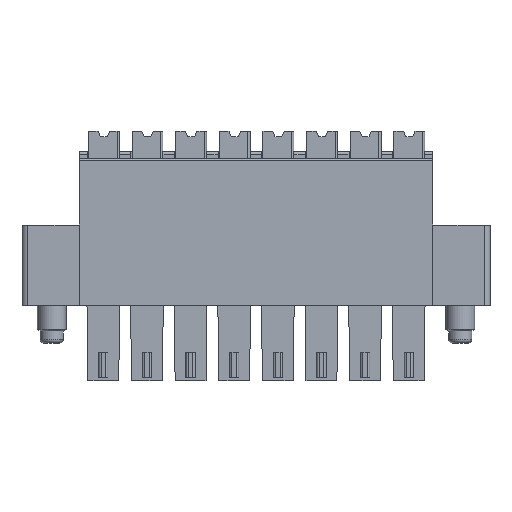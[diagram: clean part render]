
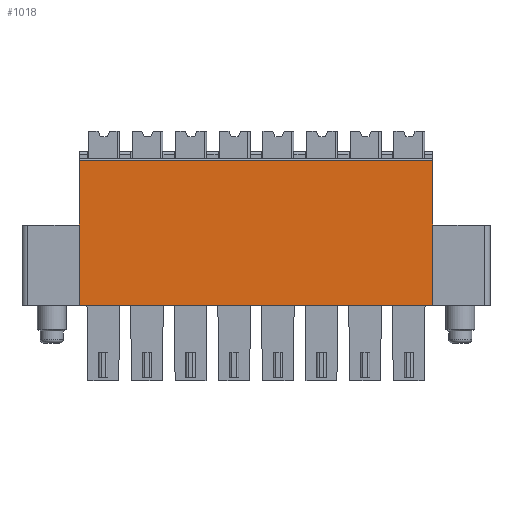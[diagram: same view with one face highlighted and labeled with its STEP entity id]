
A CAD part, top view. The second image highlights one B-rep face of the part: STEP entity #1018.
In plain terms, the highlighted planar face has unit normal (0, 0, 1).
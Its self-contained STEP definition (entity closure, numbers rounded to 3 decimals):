
#1018=ADVANCED_FACE('',(#2912),#1998,.T.);
#1998=PLANE('',#20773);
#2912=FACE_OUTER_BOUND('',#3945,.T.);
#3945=EDGE_LOOP('',(#8003,#8004,#8005,#8006));
#8003=ORIENTED_EDGE('',*,*,#14020,.F.);
#8004=ORIENTED_EDGE('',*,*,#14066,.F.);
#8005=ORIENTED_EDGE('',*,*,#14067,.T.);
#8006=ORIENTED_EDGE('',*,*,#13900,.F.);
#11494=VERTEX_POINT('',#29840);
#11495=VERTEX_POINT('',#29842);
#11590=VERTEX_POINT('',#30106);
#11633=VERTEX_POINT('',#30199);
#13900=EDGE_CURVE('',#11494,#11495,#16633,.T.);
#14020=EDGE_CURVE('',#11590,#11494,#16730,.T.);
#14066=EDGE_CURVE('',#11633,#11590,#16768,.T.);
#14067=EDGE_CURVE('',#11633,#11495,#16769,.T.);
#16633=LINE('',#29841,#19076);
#16730=LINE('',#30107,#19173);
#16768=LINE('',#30198,#19211);
#16769=LINE('',#30200,#19212);
#19076=VECTOR('',#24067,1.);
#19173=VECTOR('',#24246,1.);
#19211=VECTOR('',#24306,1.);
#19212=VECTOR('',#24307,1.);
#20773=AXIS2_PLACEMENT_3D('',#30201,#24308,#24309);
#24067=DIRECTION('',(0.,1.,0.));
#24246=DIRECTION('',(-1.,0.,0.));
#24306=DIRECTION('',(0.,-1.,0.));
#24307=DIRECTION('',(-1.,0.,0.));
#24308=DIRECTION('',(0.,0.,1.));
#24309=DIRECTION('',(1.,0.,0.));
#29840=CARTESIAN_POINT('',(5.,0.,0.));
#29841=CARTESIAN_POINT('',(5.,0.,0.));
#29842=CARTESIAN_POINT('',(5.,12.6,0.));
#30106=CARTESIAN_POINT('',(35.87,0.,0.));
#30107=CARTESIAN_POINT('',(35.449,0.,0.));
#30198=CARTESIAN_POINT('',(35.87,0.,0.));
#30199=CARTESIAN_POINT('',(35.87,12.6,0.));
#30200=CARTESIAN_POINT('',(35.449,12.6,0.));
#30201=CARTESIAN_POINT('',(35.449,0.,0.));
